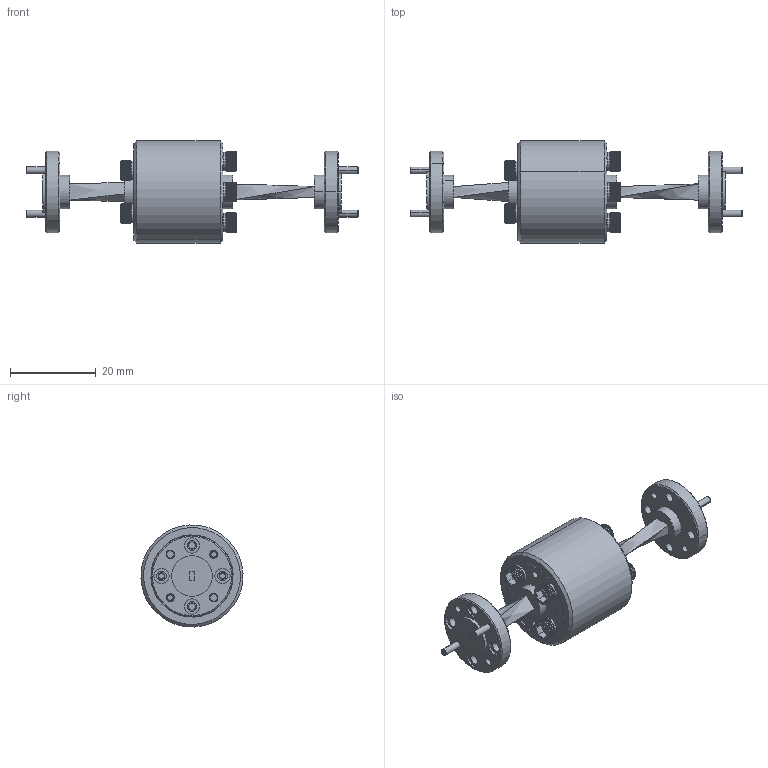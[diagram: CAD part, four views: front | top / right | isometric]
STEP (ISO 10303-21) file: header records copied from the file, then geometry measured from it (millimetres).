
FILE_DESCRIPTION (( 'STEP AP203' ), '1' );
FILE_NAME ('STF-08-91.STEP', '2019-11-04T18:26:46', ( '' ), ( '' ), 'SwSTEP 2.0', 'SolidWorks 2016', '' );
FILE_SCHEMA (( 'CONFIG_CONTROL_DESIGN' ));
Length unit declared in the file: inch
Products named in the file (1): STF-08-91
Bounding box: 77.57 x 23.84 x 23.84 mm (x, y, z)
Volume: 13407.2 mm3; surface area: 8204.4 mm2
Topology: 19 solids, 20 shells, 1569 faces, 4228 edges, 2768 vertices
Faces by surface type: plane 925, cylinder 500, cone 117, torus 16, bspline 11
Entity records: 52157 total; most frequent: CARTESIAN_POINT 14780, ORIENTED_EDGE 8452, DIRECTION 6873, EDGE_CURVE 4226, VERTEX_POINT 2768, AXIS2_PLACEMENT_3D 2625, EDGE_LOOP 1698, VECTOR 1623
